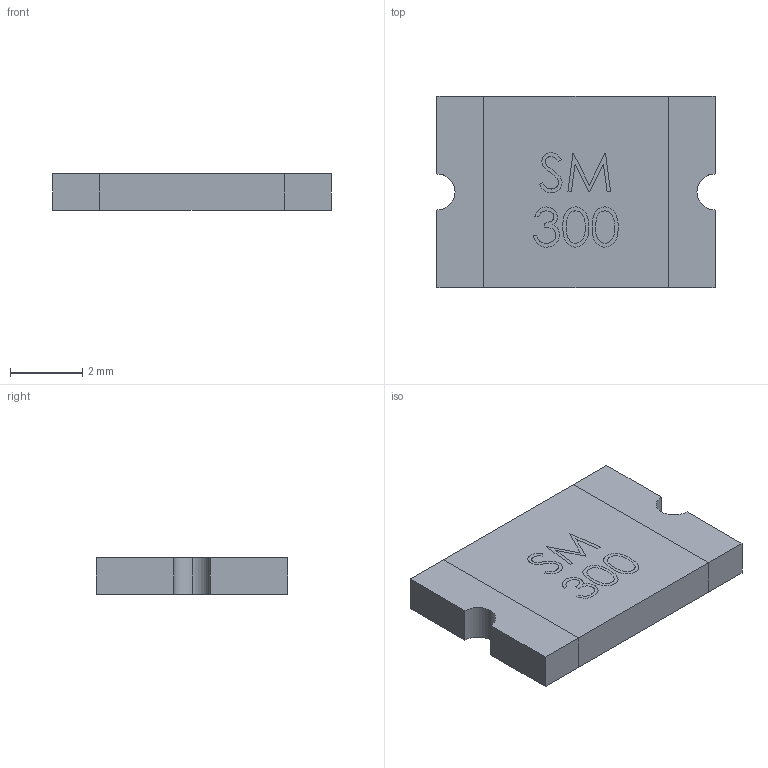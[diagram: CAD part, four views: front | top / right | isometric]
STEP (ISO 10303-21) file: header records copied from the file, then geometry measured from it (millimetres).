
FILE_DESCRIPTION(('FreeCAD Model'),'2;1');
FILE_NAME('User Library-FUSE-2920.step', '2018-05-30T19:57:00',('kicad StepUp'),('ksu MCAD'), 'Open CASCADE STEP processor 6.8','FreeCAD','Unknown');
FILE_SCHEMA(('AUTOMOTIVE_DESIGN_CC2 { 1 2 10303 214 -1 1 5 4 }'));
Length unit declared in the file: millimetre
Products named in the file (2): ASSEMBLY; User_Library-FUSE-2920
Assembly tree (1 placements, depth 2):
  ASSEMBLY
    User_Library-FUSE-2920
Bounding box: 7.7 x 5.3 x 1 mm (x, y, z)
Volume: 40 mm3; surface area: 107.2 mm2
Topology: 1 solids, 1 shells, 26 faces, 108 edges, 91 vertices
Faces by surface type: plane 23, cylinder 3
Entity records: 2056 total; most frequent: CARTESIAN_POINT 989, ORIENTED_EDGE 216, DIRECTION 123, EDGE_CURVE 108, VERTEX_POINT 91, LINE 55, VECTOR 55, B_SPLINE_CURVE_WITH_KNOTS 47
